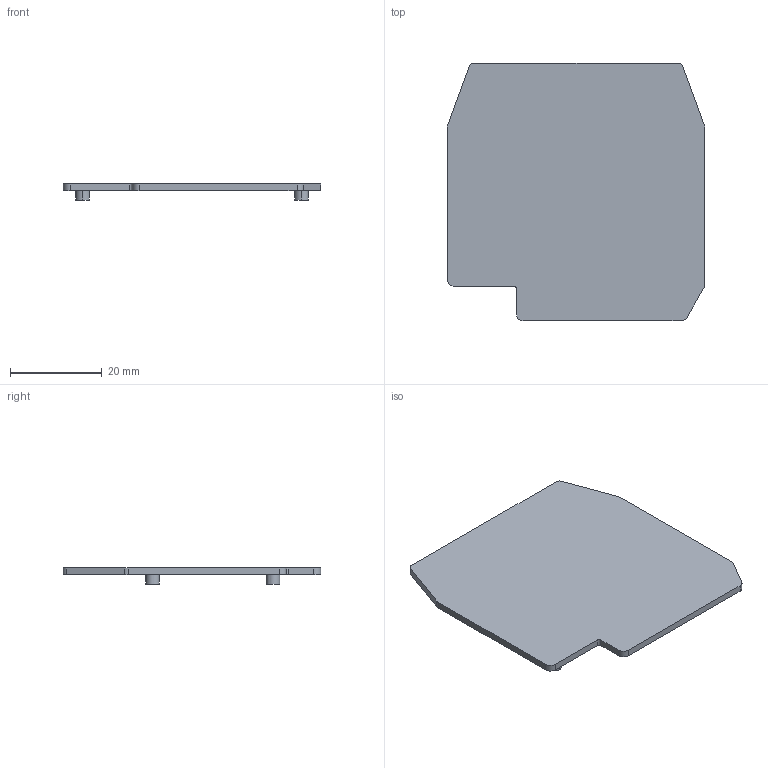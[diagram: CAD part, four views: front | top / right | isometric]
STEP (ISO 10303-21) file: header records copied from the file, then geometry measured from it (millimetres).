
FILE_DESCRIPTION((''),'2;1');
FILE_NAME('003903012_ESC-CBC_35-PT_ASM','2022-07-14T12:27:52',('klemen.sitar'),('Audax d.o.o.'),'CREO PARAMETRIC BY PTC INC, 2021304','CREO PARAMETRIC BY PTC INC, 2021304','');
FILE_SCHEMA(('AP242_MANAGED_MODEL_BASED_3D_ENGINEERING_MIM_LF { 1 0 10303 442 1 1 4 }'));
Length unit declared in the file: millimetre
Products named in the file (2): CBC_35_PT-8770_1; 003903012_ESC-CBC_35-PT_ASM
Assembly tree (1 placements, depth 2):
  003903012_ESC-CBC_35-PT_ASM
    CBC_35_PT-8770_1
Bounding box: 56 x 56 x 3.5 mm (x, y, z)
Volume: 4462.1 mm3; surface area: 6266.1 mm2
Topology: 1 solids, 1 shells, 31 faces, 75 edges, 50 vertices
Faces by surface type: cylinder 16, plane 15
Entity records: 1705 total; most frequent: DIRECTION 179, CARTESIAN_POINT 165, ORIENTED_EDGE 150, COLOUR_RGB 127, PRESENTATION_STYLE_ASSIGNMENT 110, STYLED_ITEM 110, CURVE_STYLE 78, EDGE_CURVE 75
